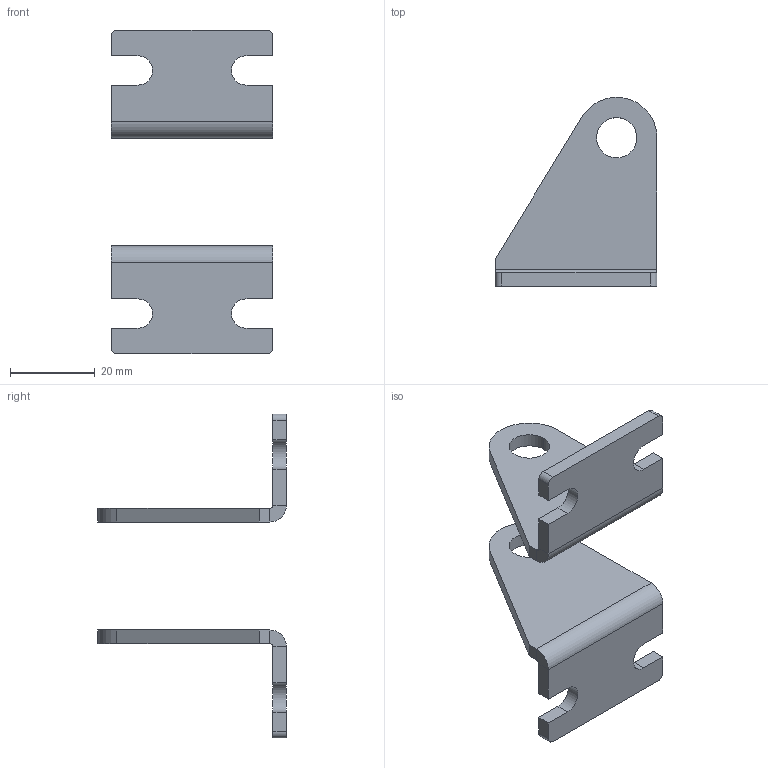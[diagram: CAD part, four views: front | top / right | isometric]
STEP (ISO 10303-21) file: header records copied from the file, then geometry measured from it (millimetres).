
FILE_DESCRIPTION (( 'STEP AP214' ), '1' );
FILE_NAME ('APB-3.step', '2017-08-21T12:55:02', ( '' ), ( '' ), 'SwSTEP 2.0', 'SolidWorks 2017', '' );
FILE_SCHEMA (( 'AUTOMOTIVE_DESIGN' ));
Length unit declared in the file: inch
Products named in the file (1): APB-3
Bounding box: 38.1 x 44.45 x 76.2 mm (x, y, z)
Volume: 11761 mm3; surface area: 8934.6 mm2
Topology: 2 solids, 2 shells, 54 faces, 134 edges, 84 vertices
Faces by surface type: plane 36, cylinder 18
Entity records: 1645 total; most frequent: DIRECTION 280, CARTESIAN_POINT 273, ORIENTED_EDGE 268, EDGE_CURVE 134, LINE 98, VECTOR 98, AXIS2_PLACEMENT_3D 91, VERTEX_POINT 84
